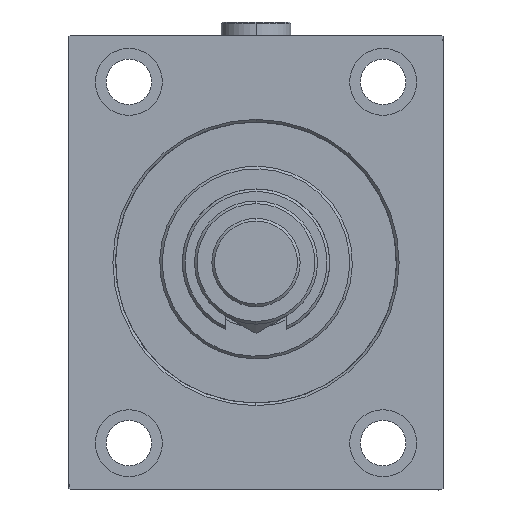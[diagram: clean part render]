
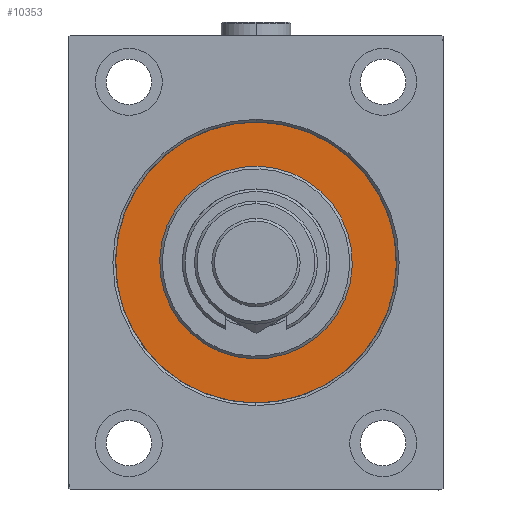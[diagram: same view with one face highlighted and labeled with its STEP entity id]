
A CAD part, left-side view. The second image highlights one B-rep face of the part: STEP entity #10353.
In plain terms, the highlighted face is planar.
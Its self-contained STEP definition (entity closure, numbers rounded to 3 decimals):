
#1517 = DIRECTION ( 'NONE',  ( 0., 0., -1. ) ) ;
#2272 = CARTESIAN_POINT ( 'NONE',  ( 0., 0., -36. ) ) ;
#4821 = AXIS2_PLACEMENT_3D ( 'NONE', #30545, #34440, #11993 ) ;
#7181 = EDGE_CURVE ( 'NONE', #25333, #10462, #32591, .T. ) ;
#10353 = ADVANCED_FACE ( 'NONE', ( #23016, #45711 ), #19118, .F. ) ;
#10462 = VERTEX_POINT ( 'NONE', #2272 ) ;
#11993 = DIRECTION ( 'NONE',  ( 0., 0., -1. ) ) ;
#12350 = VERTEX_POINT ( 'NONE', #12509 ) ;
#12509 = CARTESIAN_POINT ( 'NONE',  ( 0., 0., 52.5 ) ) ;
#12699 = AXIS2_PLACEMENT_3D ( 'NONE', #16788, #46553, #39235 ) ;
#15041 = CIRCLE ( 'NONE', #12699, 52.5 ) ;
#16016 = ORIENTED_EDGE ( 'NONE', *, *, #22106, .F. ) ;
#16776 = ORIENTED_EDGE ( 'NONE', *, *, #30114, .F. ) ;
#16788 = CARTESIAN_POINT ( 'NONE',  ( 0., 0., 0. ) ) ;
#17215 = CARTESIAN_POINT ( 'NONE',  ( 0., 0., 0. ) ) ;
#17589 = CIRCLE ( 'NONE', #26976, 52.5 ) ;
#19118 = PLANE ( 'NONE',  #45170 ) ;
#19349 = CARTESIAN_POINT ( 'NONE',  ( 0., 0., 0. ) ) ;
#20124 = AXIS2_PLACEMENT_3D ( 'NONE', #23687, #38588, #1517 ) ;
#21382 = VERTEX_POINT ( 'NONE', #25229 ) ;
#22106 = EDGE_CURVE ( 'NONE', #12350, #21382, #15041, .T. ) ;
#23016 = FACE_BOUND ( 'NONE', #23302, .T. ) ;
#23244 = DIRECTION ( 'NONE',  ( -1., 0., 0. ) ) ;
#23302 = EDGE_LOOP ( 'NONE', ( #26264, #35741 ) ) ;
#23687 = CARTESIAN_POINT ( 'NONE',  ( 0., 0., 0. ) ) ;
#25229 = CARTESIAN_POINT ( 'NONE',  ( 0., 0., -52.5 ) ) ;
#25333 = VERTEX_POINT ( 'NONE', #28537 ) ;
#26264 = ORIENTED_EDGE ( 'NONE', *, *, #7181, .F. ) ;
#26976 = AXIS2_PLACEMENT_3D ( 'NONE', #17215, #31873, #46988 ) ;
#28208 = CIRCLE ( 'NONE', #4821, 36. ) ;
#28537 = CARTESIAN_POINT ( 'NONE',  ( 0., 0., 36. ) ) ;
#30114 = EDGE_CURVE ( 'NONE', #21382, #12350, #17589, .T. ) ;
#30545 = CARTESIAN_POINT ( 'NONE',  ( 0., 0., 0. ) ) ;
#31873 = DIRECTION ( 'NONE',  ( -1., 0., 0. ) ) ;
#32591 = CIRCLE ( 'NONE', #20124, 36. ) ;
#33659 = EDGE_LOOP ( 'NONE', ( #16776, #16016 ) ) ;
#34440 = DIRECTION ( 'NONE',  ( 1., 0., 0. ) ) ;
#35741 = ORIENTED_EDGE ( 'NONE', *, *, #38866, .F. ) ;
#38588 = DIRECTION ( 'NONE',  ( 1., 0., 0. ) ) ;
#38633 = DIRECTION ( 'NONE',  ( 0., 0., 1. ) ) ;
#38866 = EDGE_CURVE ( 'NONE', #10462, #25333, #28208, .T. ) ;
#39235 = DIRECTION ( 'NONE',  ( 0., 0., 1. ) ) ;
#45170 = AXIS2_PLACEMENT_3D ( 'NONE', #19349, #23244, #38633 ) ;
#45711 = FACE_OUTER_BOUND ( 'NONE', #33659, .T. ) ;
#46553 = DIRECTION ( 'NONE',  ( -1., 0., 0. ) ) ;
#46988 = DIRECTION ( 'NONE',  ( 0., 0., 1. ) ) ;
